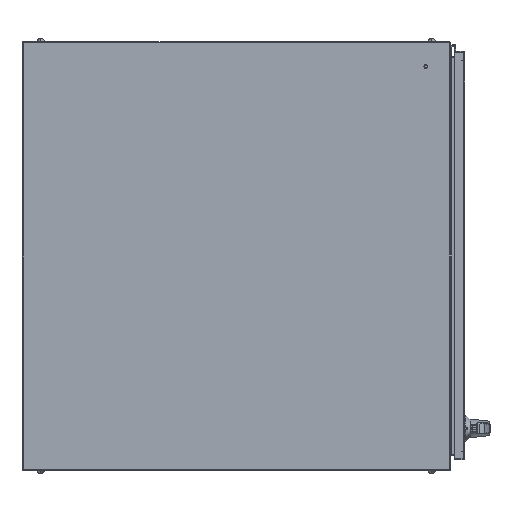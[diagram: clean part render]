
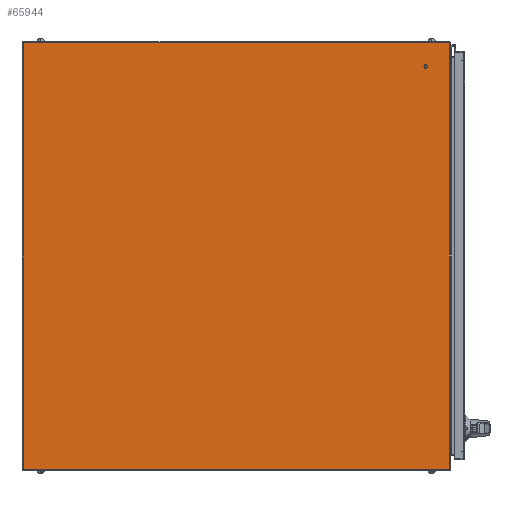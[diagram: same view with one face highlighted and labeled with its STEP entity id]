
A CAD part, front view. The second image highlights one B-rep face of the part: STEP entity #65944.
In plain terms, the highlighted face is planar.
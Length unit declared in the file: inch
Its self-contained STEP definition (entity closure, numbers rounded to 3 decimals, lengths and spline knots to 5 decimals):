
#4497 = VERTEX_POINT ( 'NONE', #47533 ) ;
#11370 = DIRECTION ( 'NONE',  ( 0., 1., 0. ) ) ;
#12501 = DIRECTION ( 'NONE',  ( 0., -1., 0. ) ) ;
#13897 = LINE ( 'NONE', #102752, #30495 ) ;
#14544 = FACE_OUTER_BOUND ( 'NONE', #89159, .T. ) ;
#14854 = DIRECTION ( 'NONE',  ( 1., 0., 0. ) ) ;
#15034 = VECTOR ( 'NONE', #11370, 39.37008 ) ;
#16335 = ORIENTED_EDGE ( 'NONE', *, *, #112750, .F. ) ;
#18007 = CARTESIAN_POINT ( 'NONE',  ( -17.935, -17.857, 0. ) ) ;
#25413 = CARTESIAN_POINT ( 'NONE',  ( -17.935, -17.857, 0. ) ) ;
#30495 = VECTOR ( 'NONE', #44128, 39.37008 ) ;
#33397 = CARTESIAN_POINT ( 'NONE',  ( 17.935, -17.857, 0. ) ) ;
#36457 = DIRECTION ( 'NONE',  ( 1., 0., 0. ) ) ;
#41324 = EDGE_CURVE ( 'NONE', #4497, #72645, #100789, .T. ) ;
#44128 = DIRECTION ( 'NONE',  ( -1., 0., 0. ) ) ;
#46189 = VERTEX_POINT ( 'NONE', #49349 ) ;
#47533 = CARTESIAN_POINT ( 'NONE',  ( -17.935, 18., 0. ) ) ;
#49349 = CARTESIAN_POINT ( 'NONE',  ( 17.935, 18., 0. ) ) ;
#54103 = AXIS2_PLACEMENT_3D ( 'NONE', #105184, #112830, #36457 ) ;
#55778 = EDGE_CURVE ( 'NONE', #46189, #4497, #13897, .T. ) ;
#58401 = ORIENTED_EDGE ( 'NONE', *, *, #41324, .F. ) ;
#65944 = ADVANCED_FACE ( 'NONE', ( #14544 ), #94648, .F. ) ;
#67452 = ORIENTED_EDGE ( 'NONE', *, *, #55778, .F. ) ;
#70403 = VERTEX_POINT ( 'NONE', #33397 ) ;
#72645 = VERTEX_POINT ( 'NONE', #18007 ) ;
#73474 = VECTOR ( 'NONE', #14854, 39.37008 ) ;
#79635 = CARTESIAN_POINT ( 'NONE',  ( -17.935, -18., 0. ) ) ;
#83512 = ORIENTED_EDGE ( 'NONE', *, *, #87734, .F. ) ;
#87734 = EDGE_CURVE ( 'NONE', #72645, #70403, #99169, .T. ) ;
#88198 = CARTESIAN_POINT ( 'NONE',  ( 17.935, -18., 0. ) ) ;
#89159 = EDGE_LOOP ( 'NONE', ( #83512, #58401, #67452, #16335 ) ) ;
#91670 = VECTOR ( 'NONE', #12501, 39.37008 ) ;
#94648 = PLANE ( 'NONE',  #54103 ) ;
#99169 = LINE ( 'NONE', #25413, #73474 ) ;
#100789 = LINE ( 'NONE', #79635, #91670 ) ;
#102752 = CARTESIAN_POINT ( 'NONE',  ( -17.935, 18., 0. ) ) ;
#105184 = CARTESIAN_POINT ( 'NONE',  ( -17.935, -18., 0. ) ) ;
#112750 = EDGE_CURVE ( 'NONE', #70403, #46189, #120790, .T. ) ;
#112830 = DIRECTION ( 'NONE',  ( 0., 0., 1. ) ) ;
#120790 = LINE ( 'NONE', #88198, #15034 ) ;
